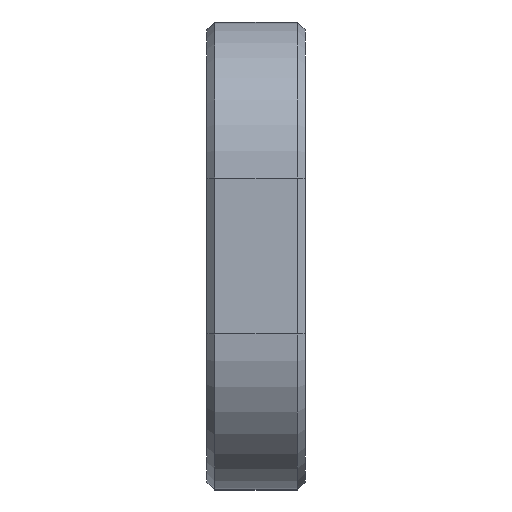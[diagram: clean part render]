
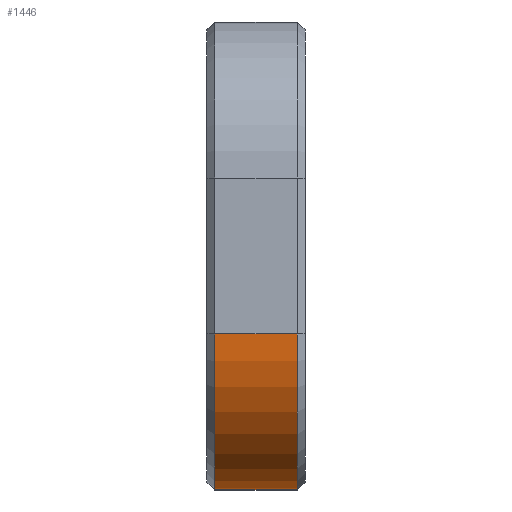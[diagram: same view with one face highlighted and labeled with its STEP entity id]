
A CAD part, left-side view. The second image highlights one B-rep face of the part: STEP entity #1446.
In plain terms, the highlighted cylindrical face has radius 10 mm (diameter 20 mm), a partial arc.
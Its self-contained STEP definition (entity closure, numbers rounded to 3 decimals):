
#90 = EDGE_CURVE ( 'NONE', #1199, #1820, #1668, .T. ) ;
#177 = VERTEX_POINT ( 'NONE', #413 ) ;
#204 = EDGE_LOOP ( 'NONE', ( #2071, #1761, #1728, #1505 ) ) ;
#248 = CARTESIAN_POINT ( 'NONE',  ( -40., 0.5, -5. ) ) ;
#279 = CARTESIAN_POINT ( 'NONE',  ( -40., 0.5, -15. ) ) ;
#365 = EDGE_CURVE ( 'NONE', #2098, #1199, #573, .T. ) ;
#413 = CARTESIAN_POINT ( 'NONE',  ( -50., 0.5, -5. ) ) ;
#426 = VECTOR ( 'NONE', #639, 1000. ) ;
#434 = FACE_OUTER_BOUND ( 'NONE', #204, .T. ) ;
#452 = CYLINDRICAL_SURFACE ( 'NONE', #1908, 10. ) ;
#476 = AXIS2_PLACEMENT_3D ( 'NONE', #1188, #1322, #836 ) ;
#573 = CIRCLE ( 'NONE', #476, 10. ) ;
#576 = CARTESIAN_POINT ( 'NONE',  ( -40., 5.8, -15. ) ) ;
#622 = DIRECTION ( 'NONE',  ( 0., -1., 0. ) ) ;
#639 = DIRECTION ( 'NONE',  ( 0., -1., 0. ) ) ;
#742 = DIRECTION ( 'NONE',  ( 0., 0., 1. ) ) ;
#764 = DIRECTION ( 'NONE',  ( 0., 0., -1. ) ) ;
#836 = DIRECTION ( 'NONE',  ( 0., 0., 1. ) ) ;
#904 = DIRECTION ( 'NONE',  ( 0., 1., 0. ) ) ;
#946 = CARTESIAN_POINT ( 'NONE',  ( -40., 6.3, -5. ) ) ;
#1188 = CARTESIAN_POINT ( 'NONE',  ( -40., 5.8, -5. ) ) ;
#1199 = VERTEX_POINT ( 'NONE', #576 ) ;
#1322 = DIRECTION ( 'NONE',  ( 0., -1., 0. ) ) ;
#1369 = DIRECTION ( 'NONE',  ( 0., -1., 0. ) ) ;
#1434 = CIRCLE ( 'NONE', #2046, 10. ) ;
#1446 = ADVANCED_FACE ( 'NONE', ( #434 ), #452, .T. ) ;
#1470 = CARTESIAN_POINT ( 'NONE',  ( -50., 6.3, -5. ) ) ;
#1499 = CARTESIAN_POINT ( 'NONE',  ( -50., 5.8, -5. ) ) ;
#1505 = ORIENTED_EDGE ( 'NONE', *, *, #1798, .T. ) ;
#1529 = CARTESIAN_POINT ( 'NONE',  ( -40., 6.3, -15. ) ) ;
#1605 = EDGE_CURVE ( 'NONE', #2098, #177, #1947, .T. ) ;
#1668 = LINE ( 'NONE', #1529, #1684 ) ;
#1684 = VECTOR ( 'NONE', #1369, 1000. ) ;
#1728 = ORIENTED_EDGE ( 'NONE', *, *, #90, .T. ) ;
#1761 = ORIENTED_EDGE ( 'NONE', *, *, #365, .T. ) ;
#1798 = EDGE_CURVE ( 'NONE', #1820, #177, #1434, .T. ) ;
#1820 = VERTEX_POINT ( 'NONE', #279 ) ;
#1908 = AXIS2_PLACEMENT_3D ( 'NONE', #946, #622, #764 ) ;
#1947 = LINE ( 'NONE', #1470, #426 ) ;
#2046 = AXIS2_PLACEMENT_3D ( 'NONE', #248, #904, #742 ) ;
#2071 = ORIENTED_EDGE ( 'NONE', *, *, #1605, .F. ) ;
#2098 = VERTEX_POINT ( 'NONE', #1499 ) ;
